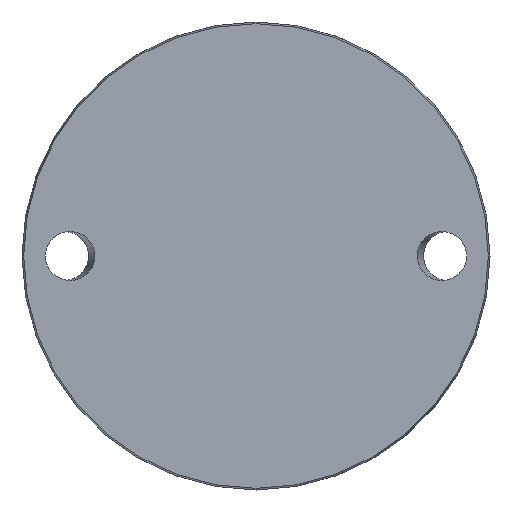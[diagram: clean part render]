
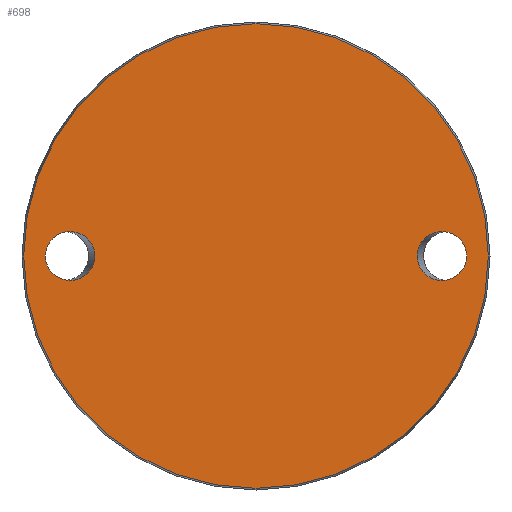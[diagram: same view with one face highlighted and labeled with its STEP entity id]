
A CAD part, front view. The second image highlights one B-rep face of the part: STEP entity #698.
In plain terms, the highlighted planar face has unit normal (0, -1, 0).
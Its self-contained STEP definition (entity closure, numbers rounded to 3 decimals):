
#10 = ORIENTED_EDGE ( 'NONE', *, *, #579, .T. ) ;
#15 = CARTESIAN_POINT ( 'NONE',  ( -71.115, 0., -16.5 ) ) ;
#24 = ORIENTED_EDGE ( 'NONE', *, *, #374, .T. ) ;
#26 = CARTESIAN_POINT ( 'NONE',  ( 54.385, 0., 16.5 ) ) ;
#33 = AXIS2_PLACEMENT_3D ( 'NONE', #649, #772, #460 ) ;
#41 = PLANE ( 'NONE',  #191 ) ;
#74 = CARTESIAN_POINT ( 'NONE',  ( -71.115, 0., 0. ) ) ;
#109 = CARTESIAN_POINT ( 'NONE',  ( 71.115, 0., 16.5 ) ) ;
#111 = DIRECTION ( 'NONE',  ( 0., 0., 1. ) ) ;
#127 =( BOUNDED_CURVE ( )  B_SPLINE_CURVE ( 3, ( #310, #485, #185, #200, #26, #109, #504 ),
 .UNSPECIFIED., .T., .F. ) 
 B_SPLINE_CURVE_WITH_KNOTS ( ( 4, 3, 4 ),
 ( 0., 3.142, 6.283 ),
 .UNSPECIFIED. ) 
 CURVE ( )  GEOMETRIC_REPRESENTATION_ITEM ( )  RATIONAL_B_SPLINE_CURVE ( ( 1., 0.333, 0.333, 1., 0.333, 0.333, 1. ) ) 
 REPRESENTATION_ITEM ( '' )  );
#177 = VERTEX_POINT ( 'NONE', #245 ) ;
#183 = CARTESIAN_POINT ( 'NONE',  ( 0., 0., -78.425 ) ) ;
#185 = CARTESIAN_POINT ( 'NONE',  ( 54.385, 0., -16.5 ) ) ;
#191 = AXIS2_PLACEMENT_3D ( 'NONE', #729, #721, #111 ) ;
#200 = CARTESIAN_POINT ( 'NONE',  ( 54.385, 0., 0. ) ) ;
#221 = EDGE_CURVE ( 'NONE', #550, #550, #127, .T. ) ;
#245 = CARTESIAN_POINT ( 'NONE',  ( -71.115, 0., 0. ) ) ;
#285 = FACE_BOUND ( 'NONE', #313, .T. ) ;
#310 = CARTESIAN_POINT ( 'NONE',  ( 71.115, 0., 0. ) ) ;
#313 = EDGE_LOOP ( 'NONE', ( #24 ) ) ;
#315 = EDGE_LOOP ( 'NONE', ( #10 ) ) ;
#325 = CARTESIAN_POINT ( 'NONE',  ( -71.115, 0., 16.5 ) ) ;
#352 = FACE_OUTER_BOUND ( 'NONE', #315, .T. ) ;
#369 = CARTESIAN_POINT ( 'NONE',  ( 71.115, 0., 0. ) ) ;
#374 = EDGE_CURVE ( 'NONE', #177, #177, #496, .T. ) ;
#383 = CARTESIAN_POINT ( 'NONE',  ( -54.385, 0., 16.5 ) ) ;
#421 = ORIENTED_EDGE ( 'NONE', *, *, #221, .T. ) ;
#460 = DIRECTION ( 'NONE',  ( 0., 0., -1. ) ) ;
#485 = CARTESIAN_POINT ( 'NONE',  ( 71.115, 0., -16.5 ) ) ;
#496 =( BOUNDED_CURVE ( )  B_SPLINE_CURVE ( 3, ( #74, #325, #383, #519, #563, #15, #758 ),
 .UNSPECIFIED., .T., .F. ) 
 B_SPLINE_CURVE_WITH_KNOTS ( ( 4, 3, 4 ),
 ( 0., 3.142, 6.283 ),
 .UNSPECIFIED. ) 
 CURVE ( )  GEOMETRIC_REPRESENTATION_ITEM ( )  RATIONAL_B_SPLINE_CURVE ( ( 1., 0.333, 0.333, 1., 0.333, 0.333, 1. ) ) 
 REPRESENTATION_ITEM ( '' )  );
#504 = CARTESIAN_POINT ( 'NONE',  ( 71.115, 0., 0. ) ) ;
#519 = CARTESIAN_POINT ( 'NONE',  ( -54.385, 0., 0. ) ) ;
#528 = FACE_BOUND ( 'NONE', #659, .T. ) ;
#550 = VERTEX_POINT ( 'NONE', #369 ) ;
#563 = CARTESIAN_POINT ( 'NONE',  ( -54.385, 0., -16.5 ) ) ;
#579 = EDGE_CURVE ( 'NONE', #784, #784, #600, .T. ) ;
#600 = CIRCLE ( 'NONE', #33, 78.425 ) ;
#649 = CARTESIAN_POINT ( 'NONE',  ( 0., 0., 0. ) ) ;
#659 = EDGE_LOOP ( 'NONE', ( #421 ) ) ;
#698 = ADVANCED_FACE ( 'NONE', ( #285, #528, #352 ), #41, .F. ) ;
#721 = DIRECTION ( 'NONE',  ( 0., 1., 0. ) ) ;
#729 = CARTESIAN_POINT ( 'NONE',  ( -78.425, 0., 0. ) ) ;
#758 = CARTESIAN_POINT ( 'NONE',  ( -71.115, 0., 0. ) ) ;
#772 = DIRECTION ( 'NONE',  ( 0., -1., 0. ) ) ;
#784 = VERTEX_POINT ( 'NONE', #183 ) ;
